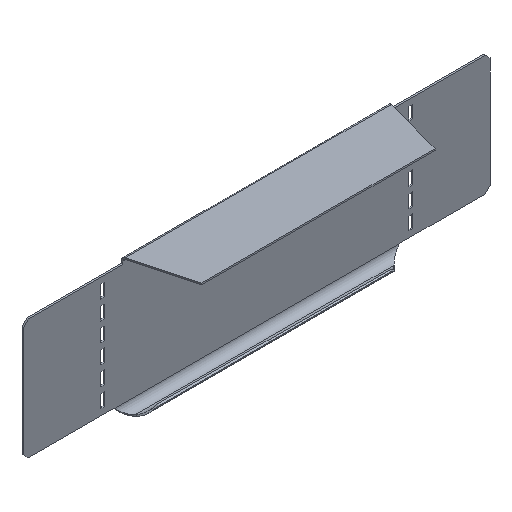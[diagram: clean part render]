
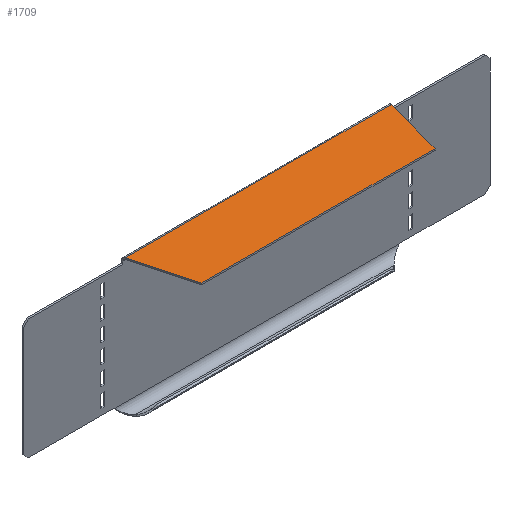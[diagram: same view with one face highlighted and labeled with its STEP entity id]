
A CAD part, isometric view. The second image highlights one B-rep face of the part: STEP entity #1709.
In plain terms, the highlighted planar face has unit normal (0, 0, 1).
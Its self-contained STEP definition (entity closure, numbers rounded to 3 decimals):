
#339=DIRECTION('',(0.259,0.966,0.));
#340=VECTOR('',#339,39.341);
#341=CARTESIAN_POINT('',(73.746,-40.001,-38.2));
#342=LINE('',#341,#340);
#343=DIRECTION('',(0.259,-0.966,0.));
#344=VECTOR('',#343,39.341);
#345=CARTESIAN_POINT('',(-83.928,-2.,-38.2));
#346=LINE('',#345,#344);
#359=DIRECTION('',(1.,0.,0.));
#360=VECTOR('',#359,167.857);
#361=CARTESIAN_POINT('',(-83.928,-2.,-38.2));
#362=LINE('',#361,#360);
#499=DIRECTION('',(-1.,0.,0.));
#500=VECTOR('',#499,147.492);
#501=CARTESIAN_POINT('',(73.746,-40.001,-38.2));
#502=LINE('',#501,#500);
#1070=CARTESIAN_POINT('',(83.928,-2.,-38.2));
#1071=VERTEX_POINT('',#1070);
#1072=CARTESIAN_POINT('',(73.746,-40.001,-38.2));
#1073=VERTEX_POINT('',#1072);
#1074=CARTESIAN_POINT('',(-83.928,-2.,-38.2));
#1075=CARTESIAN_POINT('',(-73.746,-40.001,-38.2));
#1076=VERTEX_POINT('',#1074);
#1077=VERTEX_POINT('',#1075);
#1695=CARTESIAN_POINT('',(0.,-40.001,-38.2));
#1696=DIRECTION('',(0.,0.,-1.));
#1697=DIRECTION('',(0.,1.,0.));
#1698=AXIS2_PLACEMENT_3D('',#1695,#1696,#1697);
#1699=PLANE('',#1698);
#1701=ORIENTED_EDGE('',*,*,#1700,.T.);
#1703=ORIENTED_EDGE('',*,*,#1702,.F.);
#1705=ORIENTED_EDGE('',*,*,#1704,.T.);
#1706=ORIENTED_EDGE('',*,*,#1685,.F.);
#1707=EDGE_LOOP('',(#1701,#1703,#1705,#1706));
#1708=FACE_OUTER_BOUND('',#1707,.F.);
#1709=ADVANCED_FACE('',(#1708),#1699,.F.);
#1685=EDGE_CURVE('',#1076,#1077,#346,.T.);
#1700=EDGE_CURVE('',#1076,#1071,#362,.T.);
#1702=EDGE_CURVE('',#1073,#1071,#342,.T.);
#1704=EDGE_CURVE('',#1073,#1077,#502,.T.);
